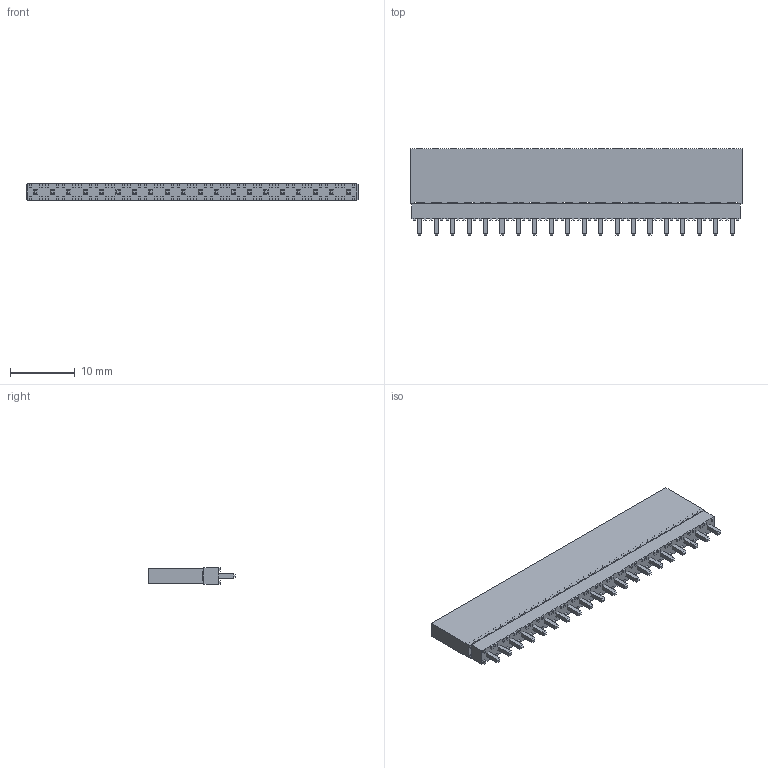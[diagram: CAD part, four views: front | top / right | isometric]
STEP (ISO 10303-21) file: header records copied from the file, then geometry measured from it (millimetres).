
FILE_DESCRIPTION(/* description */ ('STEP AP214'),/* implementation_level */ '2;1');
FILE_NAME(/* name */ 'ESQ-120-12-T-S',/* time_stamp */ '2023-06-26T17:34:55+02:00',/* author */ ('License CC BY-ND 4.0'),/* organization */ ('CADENAS'),/* preprocessor_version */ 'ST-DEVELOPER v19.3',/* originating_system */ 'PARTsolutions',/* authorisation */ ' ');
FILE_SCHEMA (('AUTOMOTIVE_DESIGN {1 0 10303 214 3 1 1}'));
Length unit declared in the file: inch
Products named in the file (4): ESQ-120-12-T-S; ESQ-120-12-G-S-LL_bpins; ESQ-120-12-T-S_pins; ESQ-120-12-T-S_socket
Assembly tree (3 placements, depth 2):
  ESQ-120-12-T-S
    ESQ-120-12-G-S-LL_bpins
    ESQ-120-12-T-S_pins
    ESQ-120-12-T-S_socket
Bounding box: 51.31 x 13.34 x 2.54 mm (x, y, z)
Volume: 1309.2 mm3; surface area: 2822.3 mm2
Topology: 3 solids, 3 shells, 1002 faces, 2728 edges, 1792 vertices
Faces by surface type: plane 982, cylinder 20
Entity records: 30976 total; most frequent: CARTESIAN_POINT 5526, ORIENTED_EDGE 5456, DIRECTION 4780, EDGE_CURVE 2728, LINE 2688, VECTOR 2688, VERTEX_POINT 1792, EDGE_LOOP 1062
